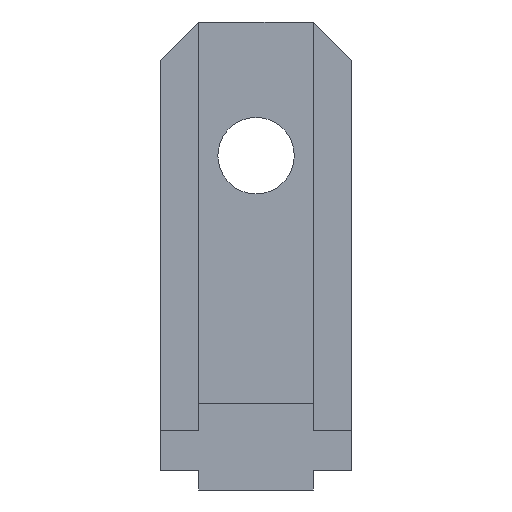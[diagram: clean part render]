
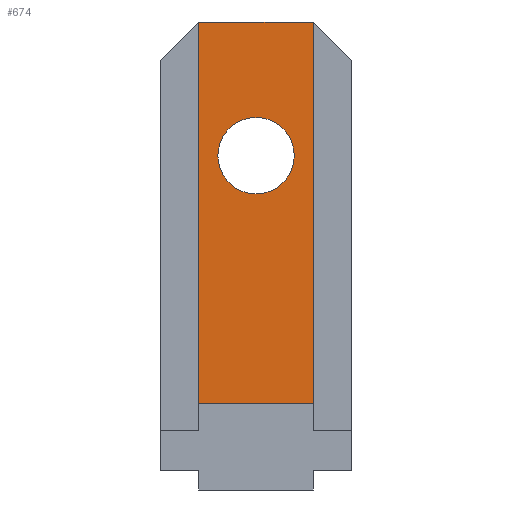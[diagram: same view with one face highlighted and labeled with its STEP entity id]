
A CAD part, front view. The second image highlights one B-rep face of the part: STEP entity #674.
In plain terms, the highlighted planar face has unit normal (0, -1, 0).
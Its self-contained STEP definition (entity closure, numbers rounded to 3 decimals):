
#47=FACE_BOUND('',#107,.T.);
#55=CIRCLE('',#727,2.);
#56=CIRCLE('',#728,2.);
#74=FACE_OUTER_BOUND('',#106,.T.);
#106=EDGE_LOOP('',(#503,#504,#505,#506));
#107=EDGE_LOOP('',(#507,#508));
#167=LINE('',#1072,#249);
#168=LINE('',#1074,#250);
#169=LINE('',#1076,#251);
#170=LINE('',#1077,#252);
#249=VECTOR('',#858,1000.);
#250=VECTOR('',#859,1000.);
#251=VECTOR('',#860,1000.);
#252=VECTOR('',#861,1000.);
#317=VERTEX_POINT('',#1038);
#318=VERTEX_POINT('',#1039);
#330=VERTEX_POINT('',#1070);
#331=VERTEX_POINT('',#1071);
#332=VERTEX_POINT('',#1073);
#333=VERTEX_POINT('',#1075);
#384=EDGE_CURVE('',#317,#318,#55,.T.);
#385=EDGE_CURVE('',#318,#317,#56,.T.);
#399=EDGE_CURVE('',#330,#331,#167,.T.);
#400=EDGE_CURVE('',#332,#330,#168,.T.);
#401=EDGE_CURVE('',#333,#332,#169,.T.);
#402=EDGE_CURVE('',#333,#331,#170,.T.);
#503=ORIENTED_EDGE('',*,*,#399,.F.);
#504=ORIENTED_EDGE('',*,*,#400,.F.);
#505=ORIENTED_EDGE('',*,*,#401,.F.);
#506=ORIENTED_EDGE('',*,*,#402,.T.);
#507=ORIENTED_EDGE('',*,*,#384,.T.);
#508=ORIENTED_EDGE('',*,*,#385,.T.);
#634=PLANE('',#734);
#674=ADVANCED_FACE('',(#74,#47),#634,.F.);
#727=AXIS2_PLACEMENT_3D('',#1040,#831,#832);
#728=AXIS2_PLACEMENT_3D('',#1041,#833,#834);
#734=AXIS2_PLACEMENT_3D('',#1069,#856,#857);
#831=DIRECTION('center_axis',(0.,1.,0.));
#832=DIRECTION('ref_axis',(0.,0.,1.));
#833=DIRECTION('center_axis',(0.,1.,0.));
#834=DIRECTION('ref_axis',(0.,0.,1.));
#856=DIRECTION('center_axis',(0.,1.,0.));
#857=DIRECTION('ref_axis',(0.,0.,1.));
#858=DIRECTION('',(-1.,0.,0.));
#859=DIRECTION('',(0.,0.,-1.));
#860=DIRECTION('',(1.,0.,0.));
#861=DIRECTION('',(0.,0.,-1.));
#1038=CARTESIAN_POINT('',(-23.875,-18.905,18.5));
#1039=CARTESIAN_POINT('',(-23.875,-18.905,14.5));
#1040=CARTESIAN_POINT('Origin',(-23.875,-18.905,16.5));
#1041=CARTESIAN_POINT('Origin',(-23.875,-18.905,16.5));
#1069=CARTESIAN_POINT('Origin',(-26.875,-18.905,23.5));
#1070=CARTESIAN_POINT('',(-20.885,-18.905,3.506));
#1071=CARTESIAN_POINT('',(-26.875,-18.905,3.506));
#1072=CARTESIAN_POINT('',(-26.875,-18.905,3.506));
#1073=CARTESIAN_POINT('',(-20.885,-18.905,23.5));
#1074=CARTESIAN_POINT('',(-20.885,-18.905,23.5));
#1075=CARTESIAN_POINT('',(-26.875,-18.905,23.5));
#1076=CARTESIAN_POINT('',(-26.875,-18.905,23.5));
#1077=CARTESIAN_POINT('',(-26.875,-18.905,23.5));
